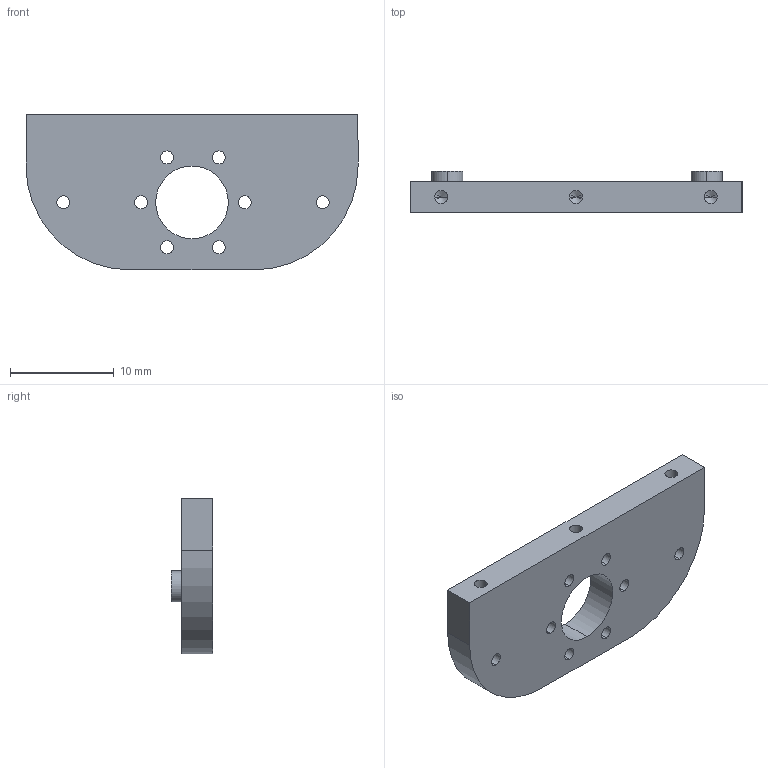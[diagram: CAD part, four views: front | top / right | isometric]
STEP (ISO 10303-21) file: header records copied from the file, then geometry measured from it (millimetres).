
FILE_DESCRIPTION (( 'STEP AP214' ), '1' );
FILE_NAME ('motorMount2.STEP', '2025-01-03T21:18:57', ( '' ), ( '' ), 'SwSTEP 2.0', 'SolidWorks 2025', '' );
FILE_SCHEMA (( 'AUTOMOTIVE_DESIGN' ));
Length unit declared in the file: millimetre
Products named in the file (1): motorMount2
Bounding box: 32 x 4 x 15 mm (x, y, z)
Volume: 1166.5 mm3; surface area: 1256.7 mm2
Topology: 1 solids, 1 shells, 44 faces, 114 edges, 71 vertices
Faces by surface type: cylinder 30, plane 8, cone 6
Entity records: 1387 total; most frequent: DIRECTION 258, CARTESIAN_POINT 224, ORIENTED_EDGE 216, EDGE_CURVE 108, AXIS2_PLACEMENT_3D 105, VERTEX_POINT 71, EDGE_LOOP 67, CIRCLE 60
